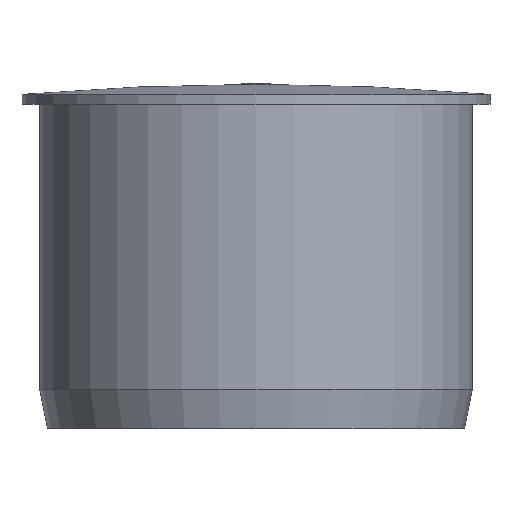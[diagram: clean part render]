
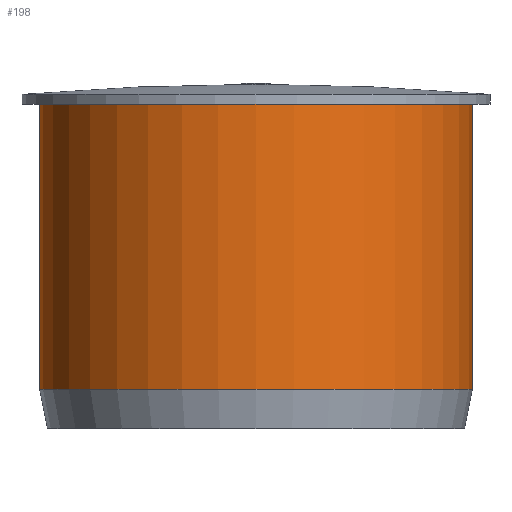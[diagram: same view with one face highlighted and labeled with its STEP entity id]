
A CAD part, front view. The second image highlights one B-rep face of the part: STEP entity #198.
In plain terms, the highlighted cylindrical face has radius 11 mm (diameter 22 mm), a full revolution.
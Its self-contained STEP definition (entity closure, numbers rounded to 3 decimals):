
#198=ADVANCED_FACE('',(#235,#236),#229,.T.);
#229=CYLINDRICAL_SURFACE('',#578,11.);
#235=FACE_BOUND('',#250,.T.);
#236=FACE_BOUND('',#251,.T.);
#250=EDGE_LOOP('',(#290));
#251=EDGE_LOOP('',(#291));
#290=ORIENTED_EDGE('',*,*,#486,.T.);
#291=ORIENTED_EDGE('',*,*,#485,.T.);
#434=VERTEX_POINT('',#716);
#435=VERTEX_POINT('',#719);
#485=EDGE_CURVE('',#434,#434,#558,.T.);
#486=EDGE_CURVE('',#435,#435,#559,.T.);
#558=CIRCLE('',#575,11.);
#559=CIRCLE('',#577,11.);
#575=AXIS2_PLACEMENT_3D('',#715,#613,#614);
#577=AXIS2_PLACEMENT_3D('',#718,#617,#618);
#578=AXIS2_PLACEMENT_3D('',#720,#619,#620);
#613=DIRECTION('',(0.,0.,-1.));
#614=DIRECTION('',(-1.,0.,0.));
#617=DIRECTION('',(0.,0.,1.));
#618=DIRECTION('',(1.,0.,0.));
#619=DIRECTION('',(0.,0.,-1.));
#620=DIRECTION('',(-1.,0.,0.));
#715=CARTESIAN_POINT('',(0.,0.,0.));
#716=CARTESIAN_POINT('',(-11.,0.,0.));
#718=CARTESIAN_POINT('',(0.,0.,-14.5));
#719=CARTESIAN_POINT('',(11.,0.,-14.5));
#720=CARTESIAN_POINT('',(0.,0.,0.));
